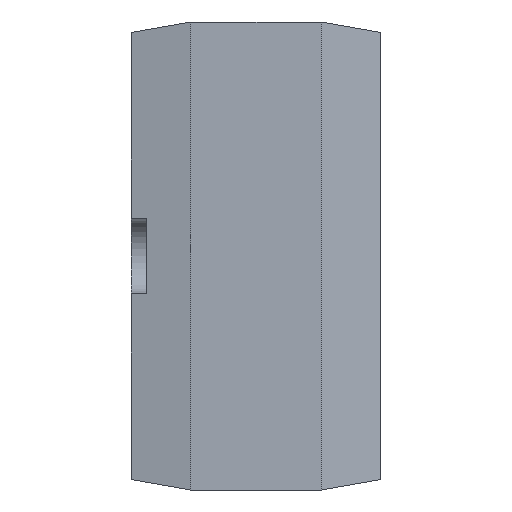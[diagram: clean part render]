
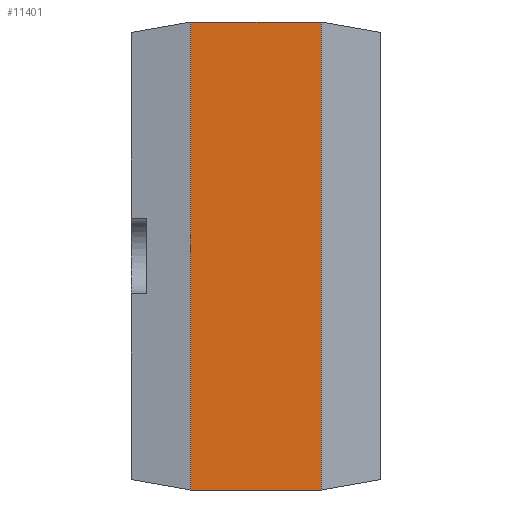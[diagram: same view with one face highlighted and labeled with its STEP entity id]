
A CAD part, left-side view. The second image highlights one B-rep face of the part: STEP entity #11401.
In plain terms, the highlighted planar face has unit normal (-1, 0, 0).
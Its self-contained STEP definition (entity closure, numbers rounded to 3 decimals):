
#11341 = CARTESIAN_POINT ( 'NONE',  ( -16.065, 1.38, -3.935 ) ) ;
#11342 = VERTEX_POINT ( 'NONE', #11341 ) ;
#11349 = CARTESIAN_POINT ( 'NONE',  ( -16.065, 3.572, -3.935 ) ) ;
#11350 = VERTEX_POINT ( 'NONE', #11349 ) ;
#11351 = CARTESIAN_POINT ( 'NONE',  ( -16.065, 4.572, -3.935 ) ) ;
#11352 = DIRECTION ( 'NONE',  ( 0., -1., 0. ) ) ;
#11353 = VECTOR ( 'NONE', #11352, 1000. ) ;
#11354 = LINE ( 'NONE', #11351, #11353 ) ;
#11355 = EDGE_CURVE ( 'NONE', #11350, #11342, #11354, .T. ) ;
#11371 = ORIENTED_EDGE ( 'NONE', *, *, #11355, .T. ) ;
#11372 = CARTESIAN_POINT ( 'NONE',  ( -16.065, 1.38, 3.935 ) ) ;
#11373 = VERTEX_POINT ( 'NONE', #11372 ) ;
#11374 = CARTESIAN_POINT ( 'NONE',  ( -16.065, 1.38, 3.935 ) ) ;
#11375 = DIRECTION ( 'NONE',  ( 0., 0., 1. ) ) ;
#11376 = VECTOR ( 'NONE', #11375, 1000. ) ;
#11377 = LINE ( 'NONE', #11374, #11376 ) ;
#11378 = EDGE_CURVE ( 'NONE', #11342, #11373, #11377, .T. ) ;
#11379 = ORIENTED_EDGE ( 'NONE', *, *, #11378, .T. ) ;
#11380 = CARTESIAN_POINT ( 'NONE',  ( -16.065, 3.572, 3.935 ) ) ;
#11381 = VERTEX_POINT ( 'NONE', #11380 ) ;
#11382 = CARTESIAN_POINT ( 'NONE',  ( -16.065, 4.572, 3.935 ) ) ;
#11383 = DIRECTION ( 'NONE',  ( 0., -1., 0. ) ) ;
#11384 = VECTOR ( 'NONE', #11383, 1000. ) ;
#11385 = LINE ( 'NONE', #11382, #11384 ) ;
#11386 = EDGE_CURVE ( 'NONE', #11381, #11373, #11385, .T. ) ;
#11387 = ORIENTED_EDGE ( 'NONE', *, *, #11386, .F. ) ;
#11388 = CARTESIAN_POINT ( 'NONE',  ( -16.065, 3.572, 3.935 ) ) ;
#11389 = DIRECTION ( 'NONE',  ( 0., 0., -1. ) ) ;
#11390 = VECTOR ( 'NONE', #11389, 1000. ) ;
#11391 = LINE ( 'NONE', #11388, #11390 ) ;
#11392 = EDGE_CURVE ( 'NONE', #11381, #11350, #11391, .T. ) ;
#11393 = ORIENTED_EDGE ( 'NONE', *, *, #11392, .T. ) ;
#11394 = EDGE_LOOP ( 'NONE', ( #11371, #11379, #11387, #11393 ) ) ;
#11395 = FACE_OUTER_BOUND ( 'NONE', #11394, .T. ) ;
#11396 = CARTESIAN_POINT ( 'NONE',  ( -16.065, 4.572, 3.935 ) ) ;
#11397 = DIRECTION ( 'NONE',  ( 1., 0., 0. ) ) ;
#11398 = DIRECTION ( 'NONE',  ( 0., 0., -1. ) ) ;
#11399 = AXIS2_PLACEMENT_3D ( 'NONE', #11396, #11397, #11398 ) ;
#11400 = PLANE ( 'NONE', #11399 ) ;
#11401 = ADVANCED_FACE ( 'NONE', ( #11395 ), #11400, .F. ) ;
